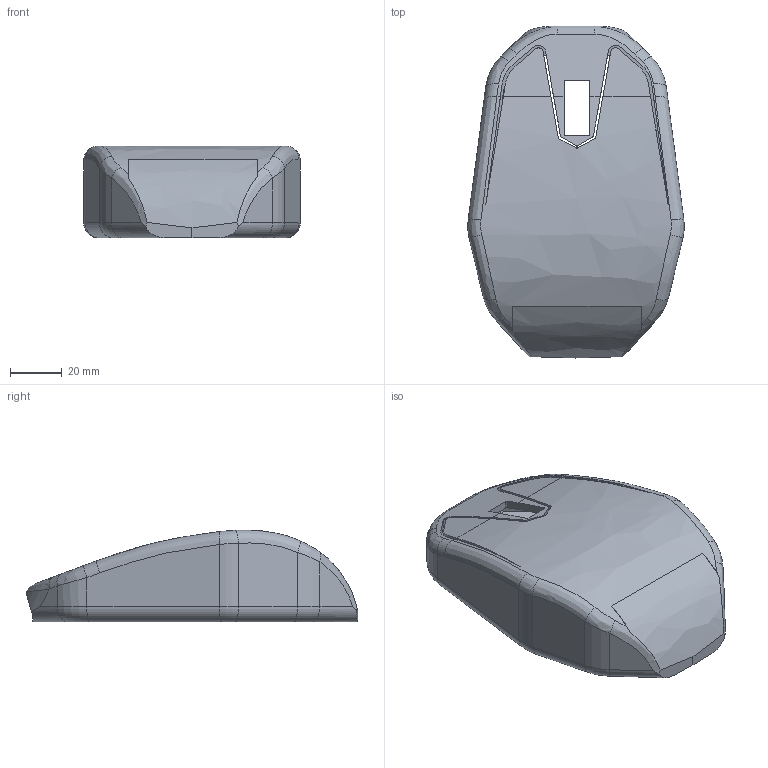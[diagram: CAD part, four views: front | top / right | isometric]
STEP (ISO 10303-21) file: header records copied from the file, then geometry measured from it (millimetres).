
FILE_DESCRIPTION(/* description */ ('STEP AP242 Edition 2','CAx-IF Rec.Pracs.---Representation and Presentation of Product Manufacturing Information (PMI)---4.0---2014-10-13','CAx-IF Rec.Pracs.---3D Tessellated Geometry---0.4---2014-09-14','2;1','CAx-IF Rec.Pracs.---User Defined Attributes---1.5---2016-08-15'),/* implementation_level */ '2;1');
FILE_NAME(/* name */ '695ec091c84ebc27595bf362',/* time_stamp */ '2026-01-07T20:22:43Z',/* author */ (''),/* organization */ (''),/* preprocessor_version */ 'ST-DEVELOPER v20',/* originating_system */ 'ONSHAPE BY PTC INC, 1.208',/* authorisation */ ' ');
FILE_SCHEMA (('AP242_MANAGED_MODEL_BASED_3D_ENGINEERING_MIM_LF { 1 0 10303 442 3 1 4 }'));
Length unit declared in the file: metre
Products named in the file (1): shell
Bounding box: 84.03 x 128.83 x 35.67 mm (x, y, z)
Volume: 51591.8 mm3; surface area: 39517.8 mm2
Topology: 1 solids, 1 shells, 557 faces, 1577 edges, 1042 vertices
Faces by surface type: cylinder 269, plane 197, bspline 85, torus 6
Full cylindrical faces by diameter (mm): 2.399 x1, 2.401 x1
Entity records: 19781 total; most frequent: CARTESIAN_POINT 5488, ORIENTED_EDGE 3150, DIRECTION 2830, EDGE_CURVE 1575, VERTEX_POINT 1042, AXIS2_PLACEMENT_3D 1009, LINE 812, VECTOR 812
